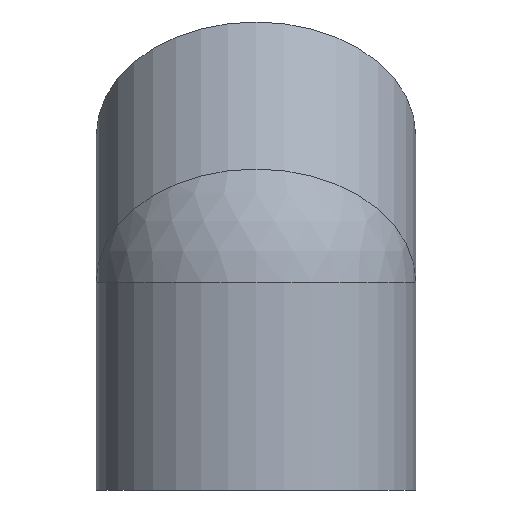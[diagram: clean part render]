
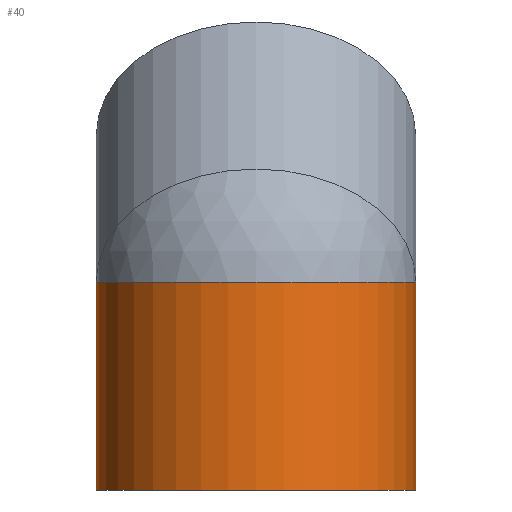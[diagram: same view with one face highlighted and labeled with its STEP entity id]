
A CAD part, left-side view. The second image highlights one B-rep face of the part: STEP entity #40.
In plain terms, the highlighted cylindrical face has radius 26.5 mm (diameter 53 mm), a full revolution.
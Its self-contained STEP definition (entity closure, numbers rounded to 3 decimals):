
#40 = ADVANCED_FACE( '', ( #85, #86 ), #87, .T. );
#85 = FACE_OUTER_BOUND( '', #138, .T. );
#86 = FACE_OUTER_BOUND( '', #139, .T. );
#87 = CYLINDRICAL_SURFACE( '', #140, 26.5 );
#138 = EDGE_LOOP( '', ( #191 ) );
#139 = EDGE_LOOP( '', ( #192, #193 ) );
#140 = AXIS2_PLACEMENT_3D( '', #194, #195, #196 );
#191 = ORIENTED_EDGE( '', *, *, #261, .T. );
#192 = ORIENTED_EDGE( '', *, *, #255, .F. );
#193 = ORIENTED_EDGE( '', *, *, #262, .F. );
#194 = CARTESIAN_POINT( '', ( 0., 0., 12.5 ) );
#195 = DIRECTION( '', ( 0., 0., 1. ) );
#196 = DIRECTION( '', ( -1., 0., 0. ) );
#255 = EDGE_CURVE( '', #282, #281, #284, .F. );
#261 = EDGE_CURVE( '', #293, #293, #294, .T. );
#262 = EDGE_CURVE( '', #281, #282, #295, .T. );
#281 = VERTEX_POINT( '', #319 );
#282 = VERTEX_POINT( '', #320 );
#284 = ELLIPSE( '', #322, 28.683, 26.5 );
#293 = VERTEX_POINT( '', #331 );
#294 = CIRCLE( '', #332, 26.5 );
#295 = CIRCLE( '', #333, 26.5 );
#319 = CARTESIAN_POINT( '', ( 0., 26.5, 12.5 ) );
#320 = CARTESIAN_POINT( '', ( 0., -26.5, 12.5 ) );
#322 = AXIS2_PLACEMENT_3D( '', #360, #361, #362 );
#331 = CARTESIAN_POINT( '', ( 26.5, 0., -22. ) );
#332 = AXIS2_PLACEMENT_3D( '', #372, #373, #374 );
#333 = AXIS2_PLACEMENT_3D( '', #375, #376, #377 );
#360 = CARTESIAN_POINT( '', ( 0., 0., 12.5 ) );
#361 = DIRECTION( '', ( -0.383, 0., -0.924 ) );
#362 = DIRECTION( '', ( 0.924, 0., -0.383 ) );
#372 = CARTESIAN_POINT( '', ( 0., 0., -22. ) );
#373 = DIRECTION( '', ( 0., 0., 1. ) );
#374 = DIRECTION( '', ( 1., 0., 0. ) );
#375 = CARTESIAN_POINT( '', ( 0., 0., 12.5 ) );
#376 = DIRECTION( '', ( 0., 0., 1. ) );
#377 = DIRECTION( '', ( 1., 0., 0. ) );
